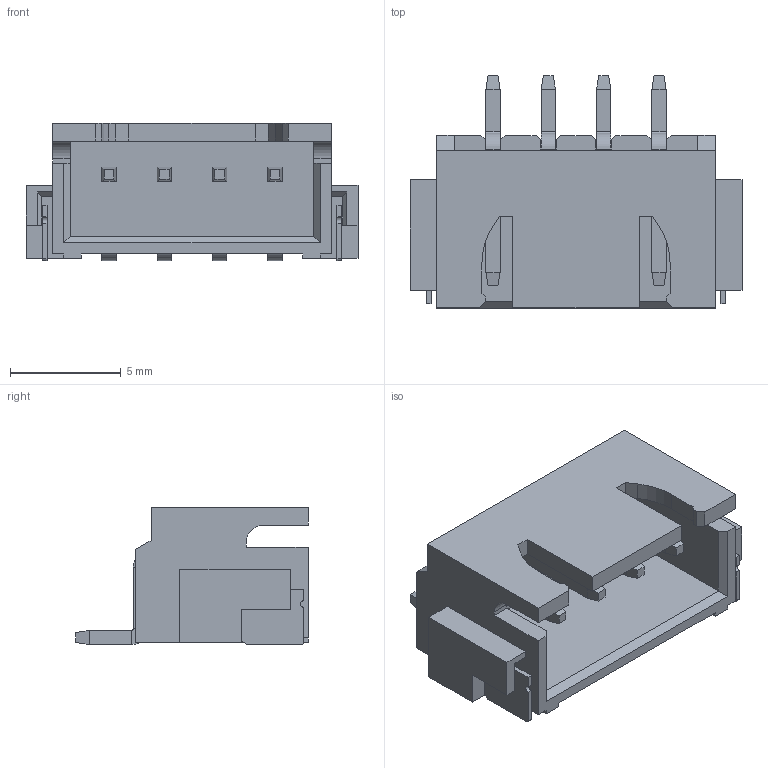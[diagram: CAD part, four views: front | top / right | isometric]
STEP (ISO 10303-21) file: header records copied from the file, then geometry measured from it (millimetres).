
FILE_DESCRIPTION(('CAx-IF Rec.Pracs.---Model Styling and Organization---1.5---2016-08-15','CAx-IF Rec.Pracs.---Geometric and Assembly Validation Properties---4.4---2016-08-17','CAx-IF Rec.Pracs.---User Defined Attributes---1.5---2016-08-15','CAx-IF Rec.Pracs.---External References---2.1---2005-01-19'),'2;1');
FILE_NAME('3D_PCB5_2024-11-05.stp','2024-11-05T14:48:41',('Unspecified'),('Unspecified'),'CAD Exchanger 3.11.0 (cadexchanger.com)','Unspecified','');
FILE_SCHEMA(('AUTOMOTIVE_DESIGN { 1 0 10303 214 1 1 1 1 }'));
Length unit declared in the file: millimetre
Products named in the file (4): PCBModel; MaKL-CN1; CONN-TH_4P-P0.20_XUNPU_WAFER-XH2.54-4PWB; COMPOUND
Assembly tree (3 placements, depth 4):
  PCBModel
    MaKL-CN1
      CONN-TH_4P-P0.20_XUNPU_WAFER-XH2.54-4PWB
        COMPOUND
Bounding box: 15 x 10.5 x 6.2 mm (x, y, z)
Volume: 282 mm3; surface area: 829.1 mm2
Topology: 14 solids, 14 shells, 543 faces, 1394 edges, 896 vertices
Faces by surface type: plane 407, bspline 112, cylinder 24
Entity records: 21151 total; most frequent: CARTESIAN_POINT 4939, ORIENTED_EDGE 2788, DIRECTION 2080, EDGE_CURVE 1394, LINE 1118, VECTOR 1118, VERTEX_POINT 896, FACE_BOUND 572
